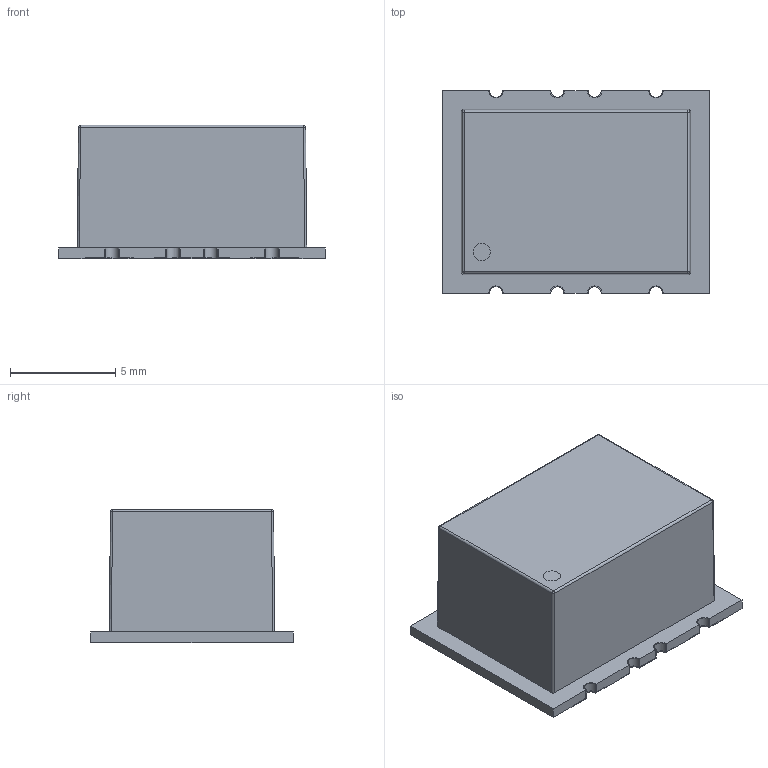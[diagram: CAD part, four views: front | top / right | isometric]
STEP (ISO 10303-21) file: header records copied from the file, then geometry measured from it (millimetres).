
FILE_DESCRIPTION(/* description */ (''),/* implementation_level */ '2;1');
FILE_NAME(/* name */ 'MINI-CIRCUITS_AH202-1.stp',/* time_stamp */ '2017-03-02T18:13:47+01:00',/* author */ ('riccim'),/* organization */ ('SolidWorks'),/* preprocessor_version */ 'ST-DEVELOPER v15.5',/* originating_system */ 'AutoCAD Mechanical',/* authorisation */ ' ');
FILE_SCHEMA (('AUTOMOTIVE_DESIGN { 1 0 10303 214 3 1 1 }'));
Length unit declared in the file: millimetre
Products named in the file (1): Product
Bounding box: 12.7 x 9.65 x 6.35 mm (x, y, z)
Volume: 558.1 mm3; surface area: 816.4 mm2
Topology: 8 solids, 8 shells, 143 faces, 370 edges, 240 vertices
Faces by surface type: plane 105, cylinder 34, sphere 4
Full cylindrical faces by diameter (mm): 0.822 x2
Entity records: 4321 total; most frequent: CARTESIAN_POINT 748, ORIENTED_EDGE 728, DIRECTION 720, EDGE_CURVE 364, LINE 296, VECTOR 296, VERTEX_POINT 240, AXIS2_PLACEMENT_3D 212
